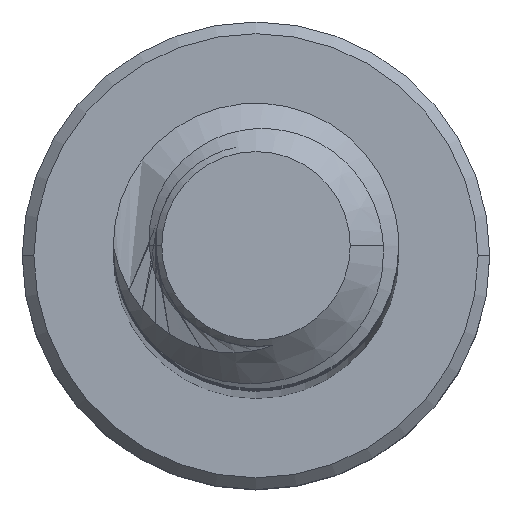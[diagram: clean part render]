
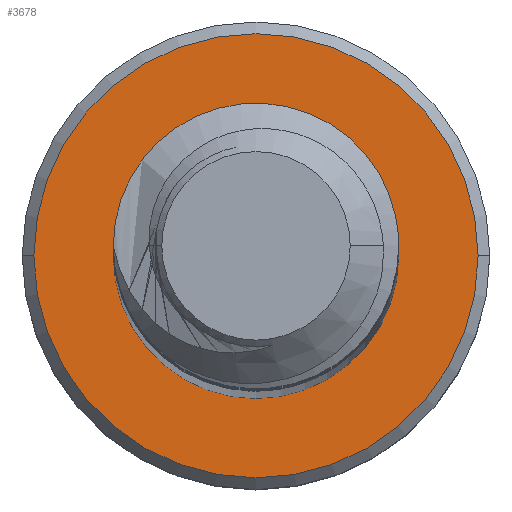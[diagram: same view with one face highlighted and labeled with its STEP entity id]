
A CAD part, top view. The second image highlights one B-rep face of the part: STEP entity #3678.
In plain terms, the highlighted planar face has unit normal (0, 0, 1).
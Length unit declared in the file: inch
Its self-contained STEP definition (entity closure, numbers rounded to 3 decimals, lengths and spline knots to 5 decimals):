
#353 = AXIS2_PLACEMENT_3D ( 'NONE', #2331, #3465, #3468 ) ;
#363 = EDGE_CURVE ( 'NONE', #6886, #6920, #7393, .T. ) ;
#431 = EDGE_CURVE ( 'NONE', #6890, #6876, #4308, .T. ) ;
#608 = AXIS2_PLACEMENT_3D ( 'NONE', #7001, #6673, #6672 ) ;
#684 = EDGE_CURVE ( 'NONE', #6920, #6886, #2921, .T. ) ;
#718 = EDGE_CURVE ( 'NONE', #6876, #6890, #2852, .T. ) ;
#2331 = CARTESIAN_POINT ( 'NONE',  ( 0., 0., -2.75 ) ) ;
#2468 = FACE_OUTER_BOUND ( 'NONE', #7872, .T. ) ;
#2470 = FACE_BOUND ( 'NONE', #7158, .T. ) ;
#2852 = CIRCLE ( 'NONE', #8008, 0.10735 ) ;
#2921 = CIRCLE ( 'NONE', #8007, 0.069 ) ;
#3151 = DIRECTION ( 'NONE',  ( -1., 0., 0. ) ) ;
#3152 = DIRECTION ( 'NONE',  ( 0., 0., 1. ) ) ;
#3153 = CARTESIAN_POINT ( 'NONE',  ( 0., 0., -2.75 ) ) ;
#3465 = DIRECTION ( 'NONE',  ( 0., 0., 1. ) ) ;
#3468 = DIRECTION ( 'NONE',  ( -1., 0., 0. ) ) ;
#3678 = ADVANCED_FACE ( 'NONE', ( #2468, #2470 ), #9336, .F. ) ;
#4308 = CIRCLE ( 'NONE', #353, 0.10735 ) ;
#6585 = DIRECTION ( 'NONE',  ( -1., 0., 0. ) ) ;
#6653 = DIRECTION ( 'NONE',  ( 0., 0., 1. ) ) ;
#6672 = DIRECTION ( 'NONE',  ( -1., 0., 0. ) ) ;
#6673 = DIRECTION ( 'NONE',  ( 0., 0., 1. ) ) ;
#6826 = CARTESIAN_POINT ( 'NONE',  ( 0., 0., -2.75 ) ) ;
#6876 = VERTEX_POINT ( 'NONE', #9490 ) ;
#6886 = VERTEX_POINT ( 'NONE', #9500 ) ;
#6890 = VERTEX_POINT ( 'NONE', #9504 ) ;
#6920 = VERTEX_POINT ( 'NONE', #9534 ) ;
#7001 = CARTESIAN_POINT ( 'NONE',  ( 0., 0., -2.75 ) ) ;
#7158 = EDGE_LOOP ( 'NONE', ( #7542, #7370 ) ) ;
#7296 = ORIENTED_EDGE ( 'NONE', *, *, #718, .T. ) ;
#7370 = ORIENTED_EDGE ( 'NONE', *, *, #363, .F. ) ;
#7393 = CIRCLE ( 'NONE', #608, 0.069 ) ;
#7394 = ORIENTED_EDGE ( 'NONE', *, *, #431, .T. ) ;
#7542 = ORIENTED_EDGE ( 'NONE', *, *, #684, .F. ) ;
#7872 = EDGE_LOOP ( 'NONE', ( #7394, #7296 ) ) ;
#8007 = AXIS2_PLACEMENT_3D ( 'NONE', #3153, #3152, #3151 ) ;
#8008 = AXIS2_PLACEMENT_3D ( 'NONE', #6826, #6653, #6585 ) ;
#8138 = AXIS2_PLACEMENT_3D ( 'NONE', #9335, #9338, #9339 ) ;
#9335 = CARTESIAN_POINT ( 'NONE',  ( 0., 0., -2.75 ) ) ;
#9336 = PLANE ( 'NONE',  #8138 ) ;
#9338 = DIRECTION ( 'NONE',  ( 0., 0., -1. ) ) ;
#9339 = DIRECTION ( 'NONE',  ( -1., 0., 0. ) ) ;
#9490 = CARTESIAN_POINT ( 'NONE',  ( 0.10735, 0., -2.75 ) ) ;
#9500 = CARTESIAN_POINT ( 'NONE',  ( -0.069, 0., -2.75 ) ) ;
#9504 = CARTESIAN_POINT ( 'NONE',  ( -0.10735, 0., -2.75 ) ) ;
#9534 = CARTESIAN_POINT ( 'NONE',  ( 0.069, 0., -2.75 ) ) ;
